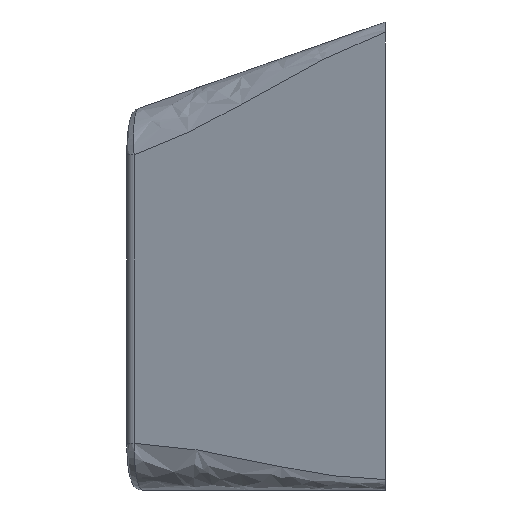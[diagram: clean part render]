
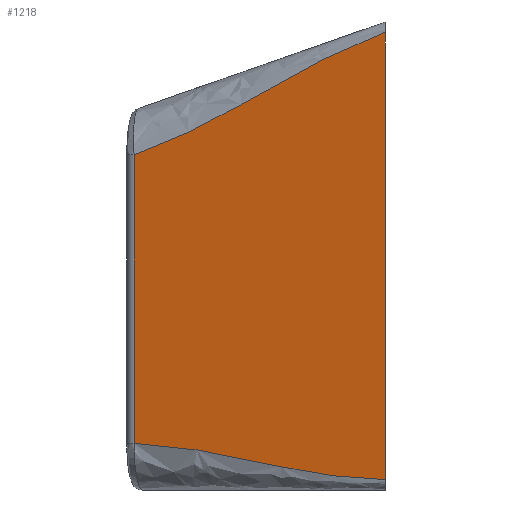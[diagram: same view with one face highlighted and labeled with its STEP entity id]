
A CAD part, left-side view. The second image highlights one B-rep face of the part: STEP entity #1218.
In plain terms, the highlighted planar face has unit normal (-0.958, 0.287, 0).
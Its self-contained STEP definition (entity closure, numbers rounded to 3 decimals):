
#909=EDGE_CURVE('',#910,#912,#914,.F.);
#910=VERTEX_POINT('',#911);
#911=CARTESIAN_POINT('',(0.0,0.0,-0.384));
#912=VERTEX_POINT('',#913);
#913=CARTESIAN_POINT('',(0.0,0.0,-17.6));
#914=LINE('',#915,#916);
#915=CARTESIAN_POINT('',(0.0,0.0,0.0));
#916=VECTOR('',#917,1.0);
#917=DIRECTION('',(0.0,0.0,1.0));
#1218=ADVANCED_FACE('',(#1219),#1258,.F.);
#1219=FACE_BOUND('',#1220,.T.);
#1220=EDGE_LOOP('',(#1221,#1236,#1244,#1257));
#1221=ORIENTED_EDGE('',*,*,#1222,.T.);
#1222=EDGE_CURVE('',#910,#1223,#1225,.T.);
#1223=VERTEX_POINT('',#1224);
#1224=CARTESIAN_POINT('',(2.899,9.664,-5.108));
#1225=B_SPLINE_CURVE_WITH_KNOTS('',3,(#1226,#1227,#1228,#1229,#1230,#1231,#1232,#1233,#1234,#1235),.UNSPECIFIED.,.F.,.U.,(4,3,3,4),(-0.023,0.0,0.011,0.035),.UNSPECIFIED.);
#1226=CARTESIAN_POINT('',(-6.332,-21.107,7.004));
#1227=CARTESIAN_POINT('',(-4.233,-14.108,4.554));
#1228=CARTESIAN_POINT('',(-2.133,-7.11,2.105));
#1229=CARTESIAN_POINT('',(-0.033,-0.111,-0.345));
#1230=CARTESIAN_POINT('',(0.967,3.223,-1.511));
#1231=CARTESIAN_POINT('',(1.851,6.168,-3.885));
#1232=CARTESIAN_POINT('',(2.851,9.502,-5.052));
#1233=CARTESIAN_POINT('',(5.0,16.667,-7.559));
#1234=CARTESIAN_POINT('',(7.149,23.832,-10.067));
#1235=CARTESIAN_POINT('',(9.299,30.996,-12.575));
#1236=ORIENTED_EDGE('',*,*,#1237,.T.);
#1237=EDGE_CURVE('',#1223,#1238,#1240,.T.);
#1238=VERTEX_POINT('',#1239);
#1239=CARTESIAN_POINT('',(2.899,9.664,-16.205));
#1240=LINE('',#1241,#1242);
#1241=CARTESIAN_POINT('',(2.899,9.664,0.0));
#1242=VECTOR('',#1243,1.0);
#1243=DIRECTION('',(0.0,0.0,-1.0));
#1244=ORIENTED_EDGE('',*,*,#1245,.T.);
#1245=EDGE_CURVE('',#1238,#912,#1246,.T.);
#1246=B_SPLINE_CURVE_WITH_KNOTS('',3,(#1247,#1248,#1249,#1250,#1251,#1252,#1253,#1254,#1255,#1256),.UNSPECIFIED.,.F.,.U.,(4,3,3,4),(-0.032,-0.01,0.0,0.021),.UNSPECIFIED.);
#1247=CARTESIAN_POINT('',(9.235,30.783,-16.2));
#1248=CARTESIAN_POINT('',(7.157,23.855,-16.2));
#1249=CARTESIAN_POINT('',(5.078,16.928,-16.2));
#1250=CARTESIAN_POINT('',(3.0,10.0,-16.2));
#1251=CARTESIAN_POINT('',(2.0,6.667,-16.2));
#1252=CARTESIAN_POINT('',(1.0,3.333,-17.6));
#1253=CARTESIAN_POINT('',(0.,0.,-17.6));
#1254=CARTESIAN_POINT('',(-2.052,-6.841,-17.6));
#1255=CARTESIAN_POINT('',(-4.104,-13.681,-17.6));
#1256=CARTESIAN_POINT('',(-6.157,-20.522,-17.6));
#1257=ORIENTED_EDGE('',*,*,#909,.F.);
#1258=PLANE('',#1259);
#1259=AXIS2_PLACEMENT_3D('',#1260,#1261,#1262);
#1260=CARTESIAN_POINT('',(0.,0.,0.0));
#1261=DIRECTION('',(0.958,-0.287,0.0));
#1262=DIRECTION('',(0.287,0.958,0.0));
